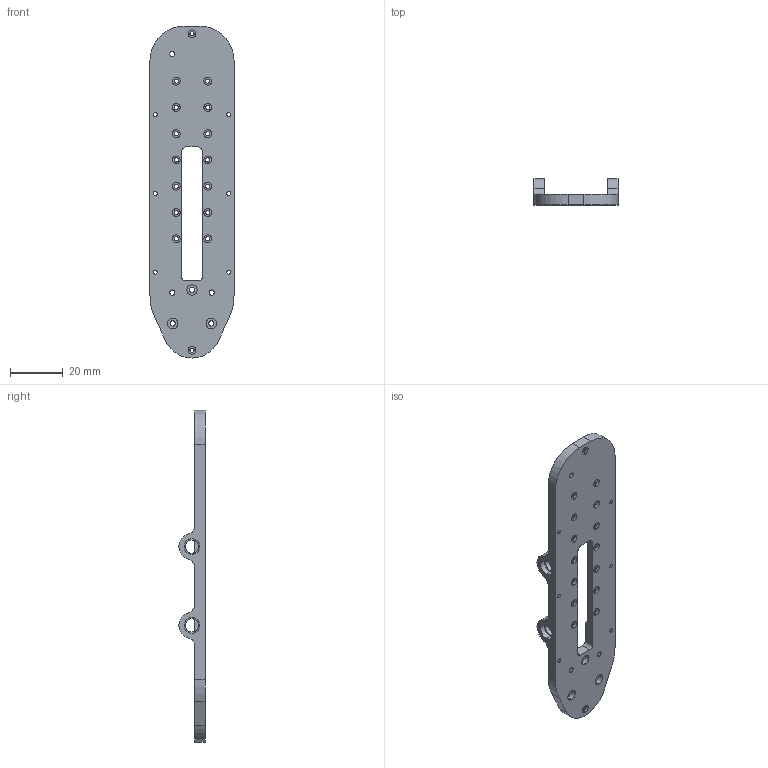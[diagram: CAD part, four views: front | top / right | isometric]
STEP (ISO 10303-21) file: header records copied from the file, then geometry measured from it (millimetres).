
FILE_DESCRIPTION (( 'STEP AP203' ), '1' );
FILE_NAME ('LinkEE_Default_sldprt.STEP', '2023-08-01T11:31:18', ( '' ), ( '' ), 'SwSTEP 2.0', 'SolidWorks 2022', '' );
FILE_SCHEMA (( 'CONFIG_CONTROL_DESIGN' ));
Length unit declared in the file: millimetre
Products named in the file (1): LinkEE_Default_sldprt
Bounding box: 32 x 10 x 126.4 mm (x, y, z)
Volume: 12183.6 mm3; surface area: 9690.7 mm2
Topology: 1 solids, 1 shells, 186 faces, 484 edges, 320 vertices
Faces by surface type: cylinder 136, plane 50
Entity records: 6053 total; most frequent: DIRECTION 1138, CARTESIAN_POINT 991, ORIENTED_EDGE 968, EDGE_CURVE 484, AXIS2_PLACEMENT_3D 467, VERTEX_POINT 320, CIRCLE 280, EDGE_LOOP 272
